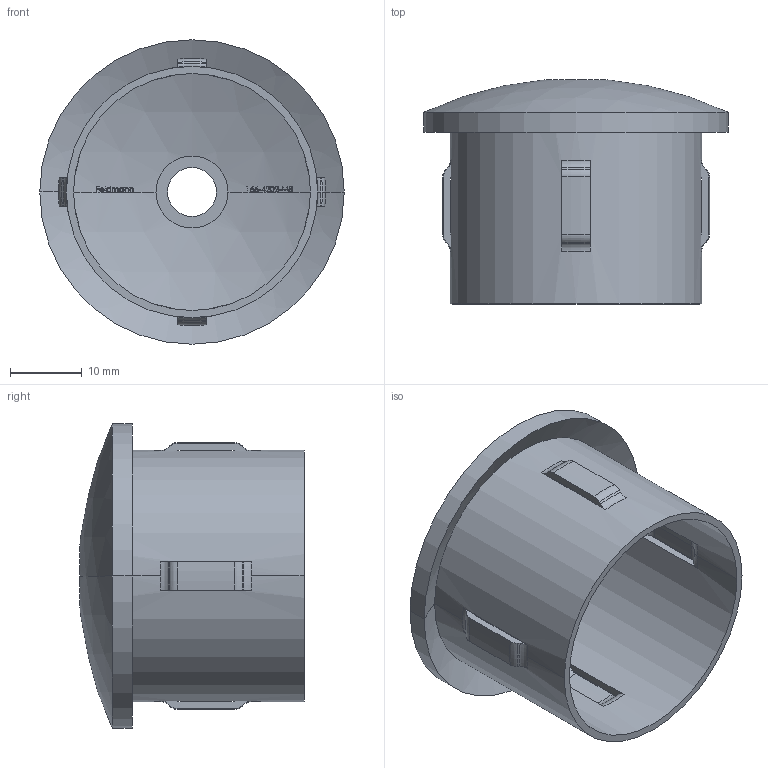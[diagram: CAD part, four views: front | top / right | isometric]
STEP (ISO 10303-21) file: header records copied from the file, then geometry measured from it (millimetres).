
FILE_DESCRIPTION (( 'STEP AP203' ), '1' );
FILE_NAME ('166-4202-M8.step', '2019-09-13T12:01:22', ( '' ), ( '' ), 'SwSTEP 2.0', 'SolidWorks 2015', '' );
FILE_SCHEMA (( 'CONFIG_CONTROL_DESIGN' ));
Length unit declared in the file: millimetre
Products named in the file (1): 166-4202-M8
Bounding box: 42.4 x 31.21 x 42.4 mm (x, y, z)
Volume: 6499.2 mm3; surface area: 9144 mm2
Topology: 1 solids, 1 shells, 365 faces, 1018 edges, 654 vertices
Faces by surface type: plane 130, bspline 104, sphere 49, torus 40, cone 22, cylinder 20
Entity records: 16361 total; most frequent: CARTESIAN_POINT 7550, ORIENTED_EDGE 2036, DIRECTION 1578, EDGE_CURVE 1018, VERTEX_POINT 654, AXIS2_PLACEMENT_3D 646, CIRCLE 384, EDGE_LOOP 382
